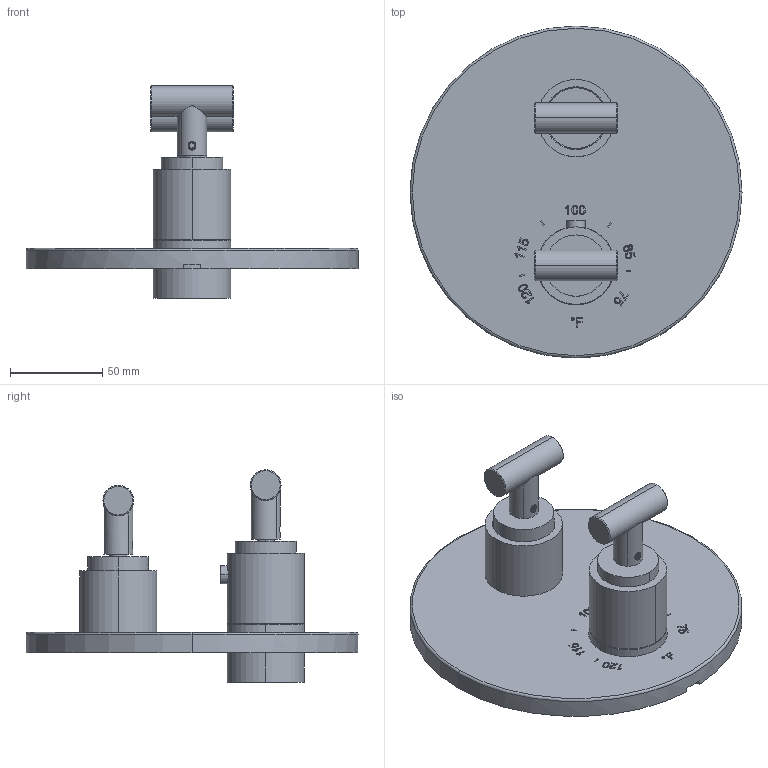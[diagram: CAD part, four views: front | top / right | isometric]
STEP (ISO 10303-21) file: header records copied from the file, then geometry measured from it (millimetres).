
FILE_DESCRIPTION((''),'2;1');
FILE_NAME('3-3103TR_ASM','2017-01-19T',('rsmith'),(''),'PRO/ENGINEER BY PARAMETRIC TECHNOLOGY CORPORATION, 2013150','PRO/ENGINEER BY PARAMETRIC TECHNOLOGY CORPORATION, 2013150','');
FILE_SCHEMA(('CONFIG_CONTROL_DESIGN'));
Length unit declared in the file: inch
Products named in the file (23): 12347_AF0; H-78_2_FEET_AF0; 91678; 20-116_AF0_ASM; 12368; 91249; 91080; 2-996_ASM; 91308; 12348; 12345_AF0; 12354; 12353; 92137; 91246; 92849; 2-998_ASM; 12530; 10936; 92012; 92000; 20-173_ASM; 3-3103TR_ASM
Assembly tree (23 placements, depth 3):
  3-3103TR_ASM
    20-116_AF0_ASM
      12347_AF0
      H-78_2_FEET_AF0
      91678
    2-996_ASM
      12368
      91249
      91080
    91308
    12348
    12345_AF0
    2-998_ASM
      12354
      12353
      92137
      91246
      92849
    20-173_ASM  x2
      12530
      10936
      92012
      92000
Bounding box: 180.09 x 180.09 x 115.21 mm (x, y, z)
Volume: 155235.8 mm3; surface area: 199011.5 mm2
Topology: 22 solids, 43 shells, 1588 faces, 4385 edges, 2923 vertices
Faces by surface type: plane 668, cylinder 425, extrusion 180, cone 147, bspline 106, torus 50, sphere 8, revolution 4
Entity records: 61627 total; most frequent: CARTESIAN_POINT 28495, ORIENTED_EDGE 7142, DIRECTION 5847, EDGE_CURVE 3736, VERTEX_POINT 2501, AXIS2_PLACEMENT_3D 2049, VECTOR 1745, LINE 1565
